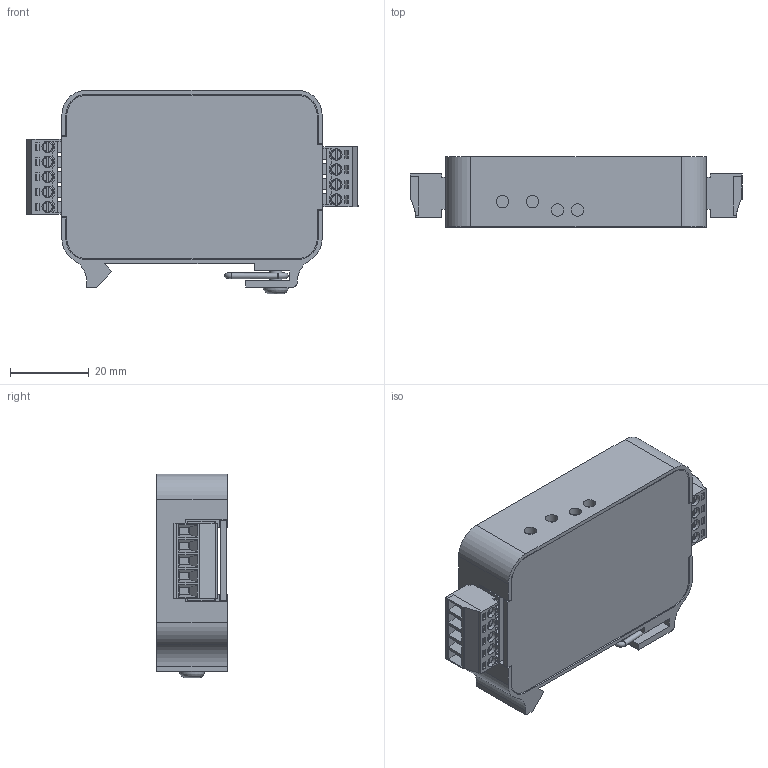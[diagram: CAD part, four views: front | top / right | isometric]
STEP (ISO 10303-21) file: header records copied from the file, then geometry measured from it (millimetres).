
FILE_DESCRIPTION(/* description */ (''),/* implementation_level */ '2;1');
FILE_NAME(/* name */ 'Assembly-B.stp',/* time_stamp */ '2015-05-06T08:57:10-07:00',/* author */ ('steve'),/* organization */ (''),/* preprocessor_version */ 'ST-DEVELOPER v15.2',/* originating_system */ 'Autodesk Inventor 2014',/* authorisation */ '');
FILE_SCHEMA (('AUTOMOTIVE_DESIGN { 1 0 10303 214 3 1 1 }'));
Length unit declared in the file: inch
Products named in the file (23): FM3942-A; FM3943-B; FM3947-A; Black Nylon Rivet; 6913613000xx_PIN; 6913613000xx_VISSE; 6913613000xx_CAGE; 691361300004; 691361300004_CAPOT; Terminal Block Plug 691361300004; 691361300005; 691361300005_CAPOT; Terminal Block Plug 691361300005; 6913213000xx_PIN; 691321300004; Terminal Block Header 691322310004; 691321300005; Terminal Block Header 691322310005; Assembly-B
Bounding box: 84.24 x 17.78 x 51.71 mm (x, y, z)
Volume: 22901.1 mm3; surface area: 30825.1 mm2
Topology: 46 solids, 46 shells, 2105 faces, 5606 edges, 3653 vertices
Faces by surface type: plane 1695, cylinder 348, torus 39, cone 22, bspline 1
Full cylindrical faces by diameter (mm): 1.35 x9, 1.397 x4, 1.9 x27, 2 x9, 2.159 x4, 2.9 x18, 3.048 x1, 3.175 x4, 3.429 x2
Entity records: 45493 total; most frequent: CARTESIAN_POINT 8083, ORIENTED_EDGE 7656, DIRECTION 7252, EDGE_CURVE 3828, LINE 3408, VECTOR 3408, VERTEX_POINT 2563, AXIS2_PLACEMENT_3D 1922
